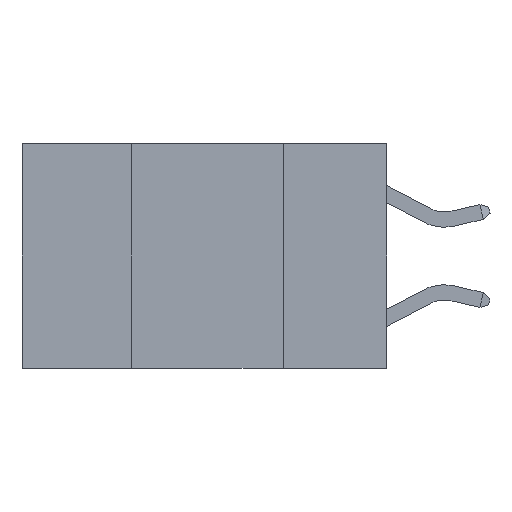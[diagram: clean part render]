
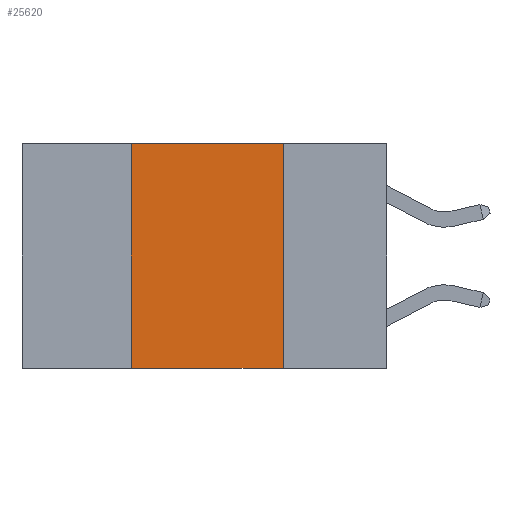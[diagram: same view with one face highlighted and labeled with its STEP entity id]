
A CAD part, left-side view. The second image highlights one B-rep face of the part: STEP entity #25620.
In plain terms, the highlighted planar face has unit normal (-1, 0, 0).
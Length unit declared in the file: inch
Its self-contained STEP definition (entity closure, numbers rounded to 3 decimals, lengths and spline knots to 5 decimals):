
#112 = FACE_OUTER_BOUND ( 'NONE', #8347, .T. ) ;
#5102 = EDGE_CURVE ( 'NONE', #16389, #17733, #8500, .T. ) ;
#6548 = VECTOR ( 'NONE', #25708, 39.37008 ) ;
#7376 = CARTESIAN_POINT ( 'NONE',  ( 0., 0.6, 0. ) ) ;
#8042 = LINE ( 'NONE', #11515, #26088 ) ;
#8347 = EDGE_LOOP ( 'NONE', ( #30496, #30423, #26012, #14951 ) ) ;
#8500 = LINE ( 'NONE', #7376, #13997 ) ;
#8718 = CARTESIAN_POINT ( 'NONE',  ( 0., 0.42, 0. ) ) ;
#9830 = EDGE_CURVE ( 'NONE', #30449, #24389, #27093, .T. ) ;
#11515 = CARTESIAN_POINT ( 'NONE',  ( 0., 0.17, 0. ) ) ;
#11586 = CARTESIAN_POINT ( 'NONE',  ( 0., 0.42, 0. ) ) ;
#12253 = CARTESIAN_POINT ( 'NONE',  ( 0., 0.6, 0. ) ) ;
#12925 = CARTESIAN_POINT ( 'NONE',  ( 0., 0.17, -0.37 ) ) ;
#13997 = VECTOR ( 'NONE', #21570, 39.37008 ) ;
#14622 = DIRECTION ( 'NONE',  ( 0., 0., -1. ) ) ;
#14951 = ORIENTED_EDGE ( 'NONE', *, *, #9830, .T. ) ;
#15848 = CARTESIAN_POINT ( 'NONE',  ( 0., 0.17, 0. ) ) ;
#16271 = DIRECTION ( 'NONE',  ( 0., 0., -1. ) ) ;
#16389 = VERTEX_POINT ( 'NONE', #8718 ) ;
#16657 = CARTESIAN_POINT ( 'NONE',  ( 0., 0.6, -0.37 ) ) ;
#17733 = VERTEX_POINT ( 'NONE', #15848 ) ;
#19289 = EDGE_CURVE ( 'NONE', #30449, #16389, #25366, .T. ) ;
#21060 = DIRECTION ( 'NONE',  ( 0., -1., 0. ) ) ;
#21287 = CARTESIAN_POINT ( 'NONE',  ( 0., 0.42, -0.37 ) ) ;
#21570 = DIRECTION ( 'NONE',  ( 0., -1., 0. ) ) ;
#22106 = AXIS2_PLACEMENT_3D ( 'NONE', #12253, #28725, #14622 ) ;
#24389 = VERTEX_POINT ( 'NONE', #12925 ) ;
#25366 = LINE ( 'NONE', #11586, #6548 ) ;
#25620 = ADVANCED_FACE ( 'NONE', ( #112 ), #26379, .F. ) ;
#25708 = DIRECTION ( 'NONE',  ( 0., 0., 1. ) ) ;
#26012 = ORIENTED_EDGE ( 'NONE', *, *, #19289, .F. ) ;
#26088 = VECTOR ( 'NONE', #16271, 39.37008 ) ;
#26379 = PLANE ( 'NONE',  #22106 ) ;
#27093 = LINE ( 'NONE', #16657, #27813 ) ;
#27813 = VECTOR ( 'NONE', #21060, 39.37008 ) ;
#28725 = DIRECTION ( 'NONE',  ( 1., 0., 0. ) ) ;
#30311 = EDGE_CURVE ( 'NONE', #17733, #24389, #8042, .T. ) ;
#30423 = ORIENTED_EDGE ( 'NONE', *, *, #5102, .F. ) ;
#30449 = VERTEX_POINT ( 'NONE', #21287 ) ;
#30496 = ORIENTED_EDGE ( 'NONE', *, *, #30311, .F. ) ;
